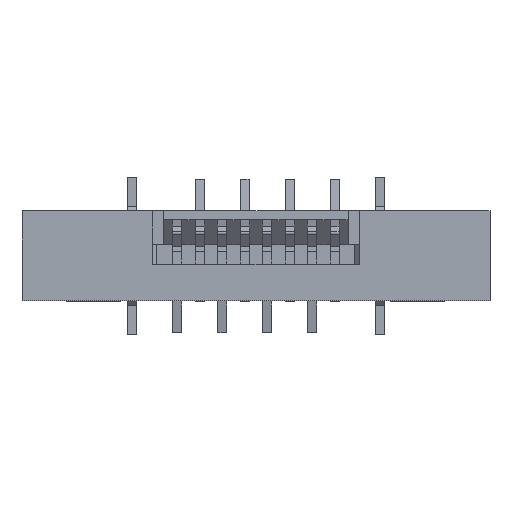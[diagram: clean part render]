
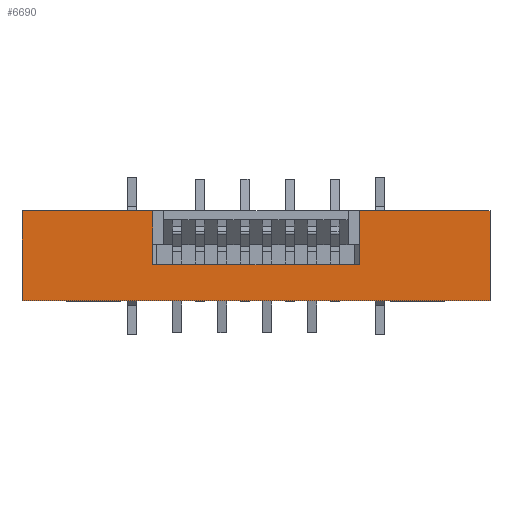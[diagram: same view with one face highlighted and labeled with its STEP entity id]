
A CAD part, top view. The second image highlights one B-rep face of the part: STEP entity #6690.
In plain terms, the highlighted planar face has unit normal (0, 0, 1).
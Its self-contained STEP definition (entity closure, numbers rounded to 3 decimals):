
#390=FACE_OUTER_BOUND('',#716,.T.);
#716=EDGE_LOOP('',(#5615,#5616,#5617,#5618,#5619,#5620,#5621,#5622));
#1523=LINE('',#10438,#2433);
#1525=LINE('',#10442,#2435);
#1526=LINE('',#10445,#2436);
#1527=LINE('',#10447,#2437);
#1528=LINE('',#10449,#2438);
#1529=LINE('',#10451,#2439);
#1530=LINE('',#10453,#2440);
#1531=LINE('',#10454,#2441);
#2433=VECTOR('',#8494,1000.);
#2435=VECTOR('',#8498,1000.);
#2436=VECTOR('',#8501,1000.);
#2437=VECTOR('',#8502,1000.);
#2438=VECTOR('',#8503,1000.);
#2439=VECTOR('',#8504,1000.);
#2440=VECTOR('',#8505,1000.);
#2441=VECTOR('',#8506,1000.);
#3101=VERTEX_POINT('',#10434);
#3102=VERTEX_POINT('',#10436);
#3103=VERTEX_POINT('',#10440);
#3104=VERTEX_POINT('',#10444);
#3105=VERTEX_POINT('',#10446);
#3106=VERTEX_POINT('',#10448);
#3107=VERTEX_POINT('',#10450);
#3108=VERTEX_POINT('',#10452);
#3971=EDGE_CURVE('',#3102,#3101,#1523,.T.);
#3973=EDGE_CURVE('',#3103,#3102,#1525,.T.);
#3974=EDGE_CURVE('',#3101,#3104,#1526,.T.);
#3975=EDGE_CURVE('',#3103,#3105,#1527,.T.);
#3976=EDGE_CURVE('',#3105,#3106,#1528,.T.);
#3977=EDGE_CURVE('',#3107,#3106,#1529,.T.);
#3978=EDGE_CURVE('',#3108,#3107,#1530,.T.);
#3979=EDGE_CURVE('',#3104,#3108,#1531,.T.);
#5615=ORIENTED_EDGE('',*,*,#3974,.F.);
#5616=ORIENTED_EDGE('',*,*,#3971,.F.);
#5617=ORIENTED_EDGE('',*,*,#3973,.F.);
#5618=ORIENTED_EDGE('',*,*,#3975,.T.);
#5619=ORIENTED_EDGE('',*,*,#3976,.T.);
#5620=ORIENTED_EDGE('',*,*,#3977,.F.);
#5621=ORIENTED_EDGE('',*,*,#3978,.F.);
#5622=ORIENTED_EDGE('',*,*,#3979,.F.);
#6396=PLANE('',#7171);
#6690=ADVANCED_FACE('',(#390),#6396,.T.);
#7171=AXIS2_PLACEMENT_3D('',#10443,#8499,#8500);
#8494=DIRECTION('',(1.,0.,0.));
#8498=DIRECTION('',(0.,1.,0.));
#8499=DIRECTION('center_axis',(0.,0.,1.));
#8500=DIRECTION('ref_axis',(1.,0.,0.));
#8501=DIRECTION('',(0.,-1.,0.));
#8502=DIRECTION('',(1.,0.,0.));
#8503=DIRECTION('',(0.,1.,0.));
#8504=DIRECTION('',(1.,0.,0.));
#8505=DIRECTION('',(0.,1.,0.));
#8506=DIRECTION('',(1.,0.,0.));
#10434=CARTESIAN_POINT('',(-2.3,1.,0.65));
#10436=CARTESIAN_POINT('',(-5.2,1.,0.65));
#10438=CARTESIAN_POINT('',(-5.2,1.,0.65));
#10440=CARTESIAN_POINT('',(-5.2,-1.,0.65));
#10442=CARTESIAN_POINT('',(-5.2,-1.,0.65));
#10443=CARTESIAN_POINT('Origin',(-5.2,-1.,0.65));
#10444=CARTESIAN_POINT('',(-2.3,-0.2,0.65));
#10445=CARTESIAN_POINT('',(-2.3,1.,0.65));
#10446=CARTESIAN_POINT('',(5.2,-1.,0.65));
#10447=CARTESIAN_POINT('',(-5.2,-1.,0.65));
#10448=CARTESIAN_POINT('',(5.2,1.,0.65));
#10449=CARTESIAN_POINT('',(5.2,-1.,0.65));
#10450=CARTESIAN_POINT('',(2.3,1.,0.65));
#10451=CARTESIAN_POINT('',(-5.2,1.,0.65));
#10452=CARTESIAN_POINT('',(2.3,-0.2,0.65));
#10453=CARTESIAN_POINT('',(2.3,-0.2,0.65));
#10454=CARTESIAN_POINT('',(-2.3,-0.2,0.65));
